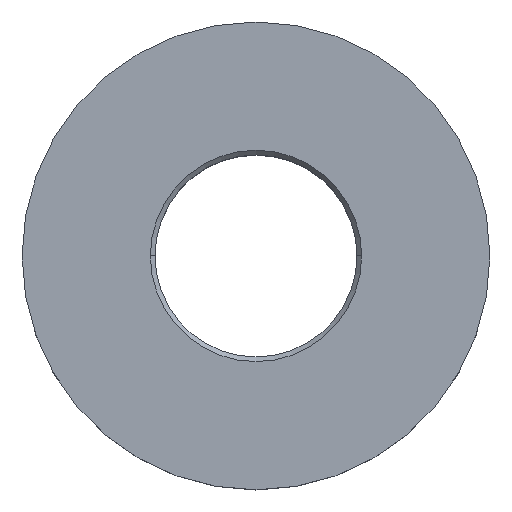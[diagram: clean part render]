
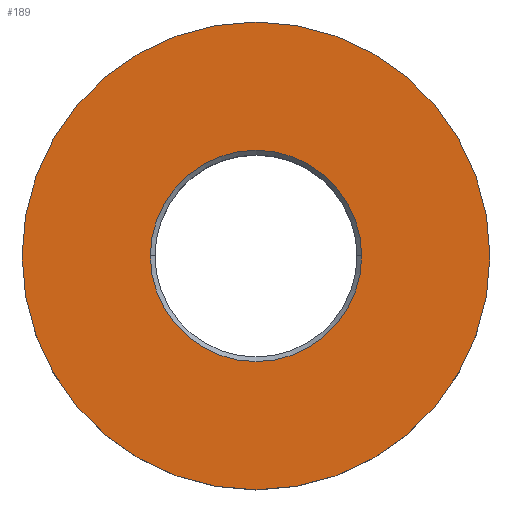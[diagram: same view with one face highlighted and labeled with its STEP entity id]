
A CAD part, top view. The second image highlights one B-rep face of the part: STEP entity #189.
In plain terms, the highlighted planar face has unit normal (0, 0, 1).
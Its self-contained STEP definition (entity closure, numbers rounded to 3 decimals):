
#4 = CARTESIAN_POINT ( 'NONE',  ( 0., 0., 0. ) ) ;
#7 = FACE_OUTER_BOUND ( 'NONE', #378, .T. ) ;
#9 = VERTEX_POINT ( 'NONE', #358 ) ;
#14 = CARTESIAN_POINT ( 'NONE',  ( 0., 0., 0. ) ) ;
#17 = VERTEX_POINT ( 'NONE', #392 ) ;
#21 = EDGE_CURVE ( 'NONE', #102, #17, #207, .T. ) ;
#35 = CIRCLE ( 'NONE', #383, 15. ) ;
#42 = EDGE_CURVE ( 'NONE', #9, #370, #247, .T. ) ;
#47 = CIRCLE ( 'NONE', #115, 6.777 ) ;
#50 = DIRECTION ( 'NONE',  ( -1., 0., 0. ) ) ;
#81 = CARTESIAN_POINT ( 'NONE',  ( -15., 0., 0. ) ) ;
#83 = DIRECTION ( 'NONE',  ( 0., 0., -1. ) ) ;
#96 = AXIS2_PLACEMENT_3D ( 'NONE', #4, #321, #164 ) ;
#100 = DIRECTION ( 'NONE',  ( 0., 0., 1. ) ) ;
#102 = VERTEX_POINT ( 'NONE', #81 ) ;
#115 = AXIS2_PLACEMENT_3D ( 'NONE', #411, #453, #132 ) ;
#132 = DIRECTION ( 'NONE',  ( -1., 0., 0. ) ) ;
#157 = EDGE_LOOP ( 'NONE', ( #435, #416 ) ) ;
#164 = DIRECTION ( 'NONE',  ( 1., 0., 0. ) ) ;
#189 = ADVANCED_FACE ( 'NONE', ( #220, #7 ), #405, .F. ) ;
#190 = ORIENTED_EDGE ( 'NONE', *, *, #21, .T. ) ;
#207 = CIRCLE ( 'NONE', #96, 15. ) ;
#211 = DIRECTION ( 'NONE',  ( 0., 0., -1. ) ) ;
#213 = DIRECTION ( 'NONE',  ( 1., 0., 0. ) ) ;
#220 = FACE_BOUND ( 'NONE', #157, .T. ) ;
#247 = CIRCLE ( 'NONE', #393, 6.777 ) ;
#248 = CARTESIAN_POINT ( 'NONE',  ( 0., 15., 0. ) ) ;
#271 = EDGE_CURVE ( 'NONE', #370, #9, #47, .T. ) ;
#277 = AXIS2_PLACEMENT_3D ( 'NONE', #248, #211, #50 ) ;
#280 = EDGE_CURVE ( 'NONE', #17, #102, #35, .T. ) ;
#290 = DIRECTION ( 'NONE',  ( -1., 0., 0. ) ) ;
#321 = DIRECTION ( 'NONE',  ( 0., 0., 1. ) ) ;
#358 = CARTESIAN_POINT ( 'NONE',  ( 6.777, 0., 0. ) ) ;
#370 = VERTEX_POINT ( 'NONE', #382 ) ;
#378 = EDGE_LOOP ( 'NONE', ( #433, #190 ) ) ;
#382 = CARTESIAN_POINT ( 'NONE',  ( -6.777, 0., 0. ) ) ;
#383 = AXIS2_PLACEMENT_3D ( 'NONE', #14, #100, #213 ) ;
#392 = CARTESIAN_POINT ( 'NONE',  ( 15., 0., 0. ) ) ;
#393 = AXIS2_PLACEMENT_3D ( 'NONE', #399, #83, #290 ) ;
#399 = CARTESIAN_POINT ( 'NONE',  ( 0., 0., 0. ) ) ;
#405 = PLANE ( 'NONE',  #277 ) ;
#411 = CARTESIAN_POINT ( 'NONE',  ( 0., 0., 0. ) ) ;
#416 = ORIENTED_EDGE ( 'NONE', *, *, #271, .T. ) ;
#433 = ORIENTED_EDGE ( 'NONE', *, *, #280, .T. ) ;
#435 = ORIENTED_EDGE ( 'NONE', *, *, #42, .T. ) ;
#453 = DIRECTION ( 'NONE',  ( 0., 0., -1. ) ) ;
